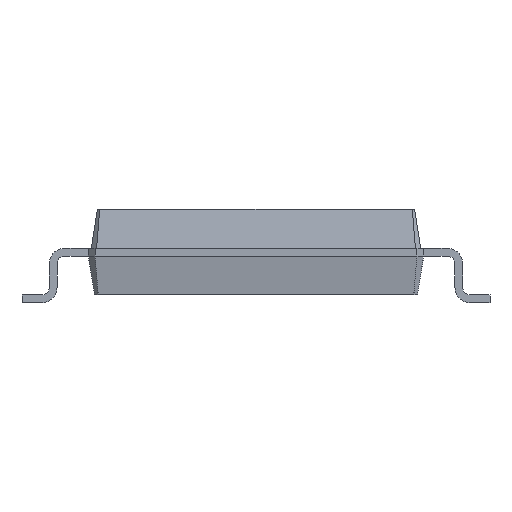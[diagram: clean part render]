
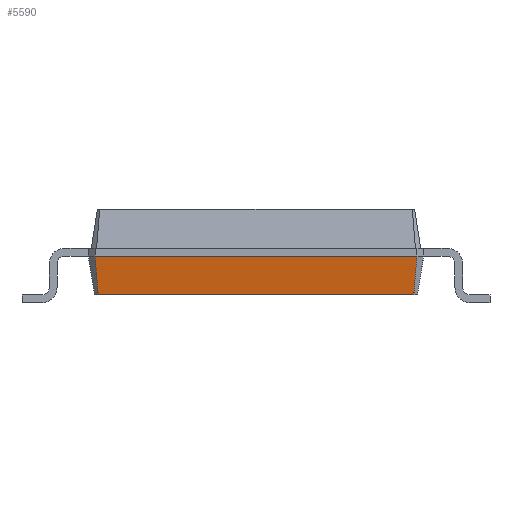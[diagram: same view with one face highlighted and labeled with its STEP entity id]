
A CAD part, front view. The second image highlights one B-rep face of the part: STEP entity #5590.
In plain terms, the highlighted free-form (B-spline) face has degree [1, 1] with [2, 2] control points.
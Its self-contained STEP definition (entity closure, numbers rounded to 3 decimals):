
#772 = PLANE('',#773);
#773 = AXIS2_PLACEMENT_3D('',#774,#775,#776);
#774 = CARTESIAN_POINT('',(-4.046,8.842,0.2));
#775 = DIRECTION('',(0.,0.,1.));
#776 = DIRECTION('',(0.416,-0.909,0.));
#799 = B_SPLINE_SURFACE_WITH_KNOTS('',1,1,(
(#800,#801)
,(#802,#803
)),.UNSPECIFIED.,.F.,.F.,.F.,(2,2),(2,2),(0.,0.247),(0.,1.)
,.PIECEWISE_BEZIER_KNOTS.);
#800 = CARTESIAN_POINT('',(4.142,-8.746,0.2));
#801 = CARTESIAN_POINT('',(4.3,-8.825,1.2));
#802 = CARTESIAN_POINT('',(4.046,-8.842,0.2));
#803 = CARTESIAN_POINT('',(4.125,-9.,1.2));
#2071 = VERTEX_POINT('',#2072);
#2072 = CARTESIAN_POINT('',(4.046,-8.842,0.2));
#2092 = EDGE_CURVE('',#2071,#2093,#2095,.T.);
#2093 = VERTEX_POINT('',#2094);
#2094 = CARTESIAN_POINT('',(-4.046,-8.842,0.2));
#2095 = SURFACE_CURVE('',#2096,(#2100,#2107),.PCURVE_S1.);
#2096 = LINE('',#2097,#2098);
#2097 = CARTESIAN_POINT('',(4.046,-8.842,0.2));
#2098 = VECTOR('',#2099,1.);
#2099 = DIRECTION('',(-1.,0.,0.));
#2100 = PCURVE('',#772,#2101);
#2101 = DEFINITIONAL_REPRESENTATION('',(#2102),#2106);
#2102 = LINE('',#2103,#2104);
#2103 = CARTESIAN_POINT('',(19.447,0.));
#2104 = VECTOR('',#2105,1.);
#2105 = DIRECTION('',(-0.416,-0.909));
#2106 = ( GEOMETRIC_REPRESENTATION_CONTEXT(2)
PARAMETRIC_REPRESENTATION_CONTEXT() REPRESENTATION_CONTEXT('2D SPACE',''
) );
#2107 = PCURVE('',#2108,#2113);
#2108 = B_SPLINE_SURFACE_WITH_KNOTS('',1,1,(
(#2109,#2110)
,(#2111,#2112
)),.UNSPECIFIED.,.F.,.F.,.F.,(2,2),(2,2),(0.,8.25),(0.,1.),
.PIECEWISE_BEZIER_KNOTS.);
#2109 = CARTESIAN_POINT('',(4.046,-8.842,0.2));
#2110 = CARTESIAN_POINT('',(4.125,-9.,1.2));
#2111 = CARTESIAN_POINT('',(-4.046,-8.842,0.2));
#2112 = CARTESIAN_POINT('',(-4.125,-9.,1.2));
#2113 = DEFINITIONAL_REPRESENTATION('',(#2114),#2117);
#2114 = B_SPLINE_CURVE_WITH_KNOTS('',1,(#2115,#2116),.UNSPECIFIED.,.F.,
.F.,(2,2),(0.,8.092),.PIECEWISE_BEZIER_KNOTS.);
#2115 = CARTESIAN_POINT('',(0.,0.));
#2116 = CARTESIAN_POINT('',(8.25,0.));
#2117 = ( GEOMETRIC_REPRESENTATION_CONTEXT(2)
PARAMETRIC_REPRESENTATION_CONTEXT() REPRESENTATION_CONTEXT('2D SPACE',''
) );
#2135 = B_SPLINE_SURFACE_WITH_KNOTS('',1,1,(
(#2136,#2137)
,(#2138,#2139
)),.UNSPECIFIED.,.F.,.F.,.F.,(2,2),(2,2),(0.,0.247),(0.,1.)
,.PIECEWISE_BEZIER_KNOTS.);
#2136 = CARTESIAN_POINT('',(-4.046,-8.842,0.2));
#2137 = CARTESIAN_POINT('',(-4.125,-9.,1.2));
#2138 = CARTESIAN_POINT('',(-4.142,-8.746,0.2));
#2139 = CARTESIAN_POINT('',(-4.3,-8.825,1.2));
#2202 = EDGE_CURVE('',#2071,#2203,#2205,.T.);
#2203 = VERTEX_POINT('',#2204);
#2204 = CARTESIAN_POINT('',(4.125,-9.,1.2));
#2205 = SURFACE_CURVE('',#2206,(#2209,#2216),.PCURVE_S1.);
#2206 = B_SPLINE_CURVE_WITH_KNOTS('',1,(#2207,#2208),.UNSPECIFIED.,.F.,
.F.,(2,2),(0.,1.),.PIECEWISE_BEZIER_KNOTS.);
#2207 = CARTESIAN_POINT('',(4.046,-8.842,0.2));
#2208 = CARTESIAN_POINT('',(4.125,-9.,1.2));
#2209 = PCURVE('',#799,#2210);
#2210 = DEFINITIONAL_REPRESENTATION('',(#2211),#2215);
#2211 = LINE('',#2212,#2213);
#2212 = CARTESIAN_POINT('',(0.247,0.));
#2213 = VECTOR('',#2214,1.);
#2214 = DIRECTION('',(0.,1.));
#2215 = ( GEOMETRIC_REPRESENTATION_CONTEXT(2)
PARAMETRIC_REPRESENTATION_CONTEXT() REPRESENTATION_CONTEXT('2D SPACE',''
) );
#2216 = PCURVE('',#2108,#2217);
#2217 = DEFINITIONAL_REPRESENTATION('',(#2218),#2222);
#2218 = LINE('',#2219,#2220);
#2219 = CARTESIAN_POINT('',(0.,0.));
#2220 = VECTOR('',#2221,1.);
#2221 = DIRECTION('',(0.,1.));
#2222 = ( GEOMETRIC_REPRESENTATION_CONTEXT(2)
PARAMETRIC_REPRESENTATION_CONTEXT() REPRESENTATION_CONTEXT('2D SPACE',''
) );
#5590 = ADVANCED_FACE('',(#5591),#2108,.F.);
#5591 = FACE_BOUND('',#5592,.F.);
#5592 = EDGE_LOOP('',(#5593,#5594,#5616,#5642));
#5593 = ORIENTED_EDGE('',*,*,#2092,.T.);
#5594 = ORIENTED_EDGE('',*,*,#5595,.T.);
#5595 = EDGE_CURVE('',#2093,#5596,#5598,.T.);
#5596 = VERTEX_POINT('',#5597);
#5597 = CARTESIAN_POINT('',(-4.125,-9.,1.2));
#5598 = SURFACE_CURVE('',#5599,(#5602,#5609),.PCURVE_S1.);
#5599 = B_SPLINE_CURVE_WITH_KNOTS('',1,(#5600,#5601),.UNSPECIFIED.,.F.,
.F.,(2,2),(0.,1.),.PIECEWISE_BEZIER_KNOTS.);
#5600 = CARTESIAN_POINT('',(-4.046,-8.842,0.2));
#5601 = CARTESIAN_POINT('',(-4.125,-9.,1.2));
#5602 = PCURVE('',#2108,#5603);
#5603 = DEFINITIONAL_REPRESENTATION('',(#5604),#5608);
#5604 = LINE('',#5605,#5606);
#5605 = CARTESIAN_POINT('',(8.25,0.));
#5606 = VECTOR('',#5607,1.);
#5607 = DIRECTION('',(0.,1.));
#5608 = ( GEOMETRIC_REPRESENTATION_CONTEXT(2)
PARAMETRIC_REPRESENTATION_CONTEXT() REPRESENTATION_CONTEXT('2D SPACE',''
) );
#5609 = PCURVE('',#2135,#5610);
#5610 = DEFINITIONAL_REPRESENTATION('',(#5611),#5615);
#5611 = LINE('',#5612,#5613);
#5612 = CARTESIAN_POINT('',(0.,0.));
#5613 = VECTOR('',#5614,1.);
#5614 = DIRECTION('',(0.,1.));
#5615 = ( GEOMETRIC_REPRESENTATION_CONTEXT(2)
PARAMETRIC_REPRESENTATION_CONTEXT() REPRESENTATION_CONTEXT('2D SPACE',''
) );
#5616 = ORIENTED_EDGE('',*,*,#5617,.F.);
#5617 = EDGE_CURVE('',#2203,#5596,#5618,.T.);
#5618 = SURFACE_CURVE('',#5619,(#5623,#5630),.PCURVE_S1.);
#5619 = LINE('',#5620,#5621);
#5620 = CARTESIAN_POINT('',(4.125,-9.,1.2));
#5621 = VECTOR('',#5622,1.);
#5622 = DIRECTION('',(-1.,0.,0.));
#5623 = PCURVE('',#2108,#5624);
#5624 = DEFINITIONAL_REPRESENTATION('',(#5625),#5629);
#5625 = LINE('',#5626,#5627);
#5626 = CARTESIAN_POINT('',(0.,1.));
#5627 = VECTOR('',#5628,1.);
#5628 = DIRECTION('',(1.,0.));
#5629 = ( GEOMETRIC_REPRESENTATION_CONTEXT(2)
PARAMETRIC_REPRESENTATION_CONTEXT() REPRESENTATION_CONTEXT('2D SPACE',''
) );
#5630 = PCURVE('',#5631,#5636);
#5631 = PLANE('',#5632);
#5632 = AXIS2_PLACEMENT_3D('',#5633,#5634,#5635);
#5633 = CARTESIAN_POINT('',(4.125,-9.,1.4));
#5634 = DIRECTION('',(0.,1.,0.));
#5635 = DIRECTION('',(-1.,0.,0.));
#5636 = DEFINITIONAL_REPRESENTATION('',(#5637),#5641);
#5637 = LINE('',#5638,#5639);
#5638 = CARTESIAN_POINT('',(0.,-0.2));
#5639 = VECTOR('',#5640,1.);
#5640 = DIRECTION('',(1.,0.));
#5641 = ( GEOMETRIC_REPRESENTATION_CONTEXT(2)
PARAMETRIC_REPRESENTATION_CONTEXT() REPRESENTATION_CONTEXT('2D SPACE',''
) );
#5642 = ORIENTED_EDGE('',*,*,#2202,.F.);
